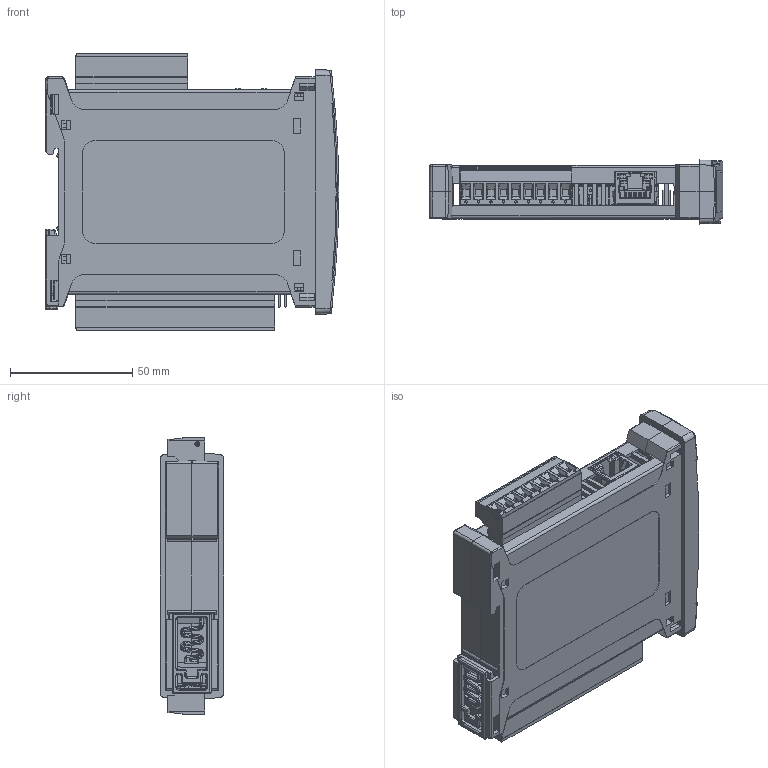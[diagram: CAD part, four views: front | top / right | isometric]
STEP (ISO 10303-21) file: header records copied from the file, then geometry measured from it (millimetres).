
FILE_DESCRIPTION (( 'STEP AP214' ), '1' );
FILE_NAME ('TLB4MODBUSTCP.STEP', '2024-11-19T18:22:00', ( '' ), ( '' ), 'SwSTEP 2.0', 'SolidWorks 2021', '' );
FILE_SCHEMA (( 'AUTOMOTIVE_DESIGN' ));
Length unit declared in the file: inch
Products named in the file (1): TLB4MODBUSTCP
Bounding box: 119.86 x 26 x 113.5 mm (x, y, z)
Volume: 86793.5 mm3; surface area: 111206.1 mm2
Topology: 26 solids, 26 shells, 6312 faces, 16673 edges, 10664 vertices
Faces by surface type: plane 4003, cylinder 1674, cone 282, torus 236, bspline 71, sphere 46
Entity records: 201765 total; most frequent: CARTESIAN_POINT 46578, ORIENTED_EDGE 33314, DIRECTION 30678, EDGE_CURVE 16657, VECTOR 11418, LINE 11418, VERTEX_POINT 10662, AXIS2_PLACEMENT_3D 9630
